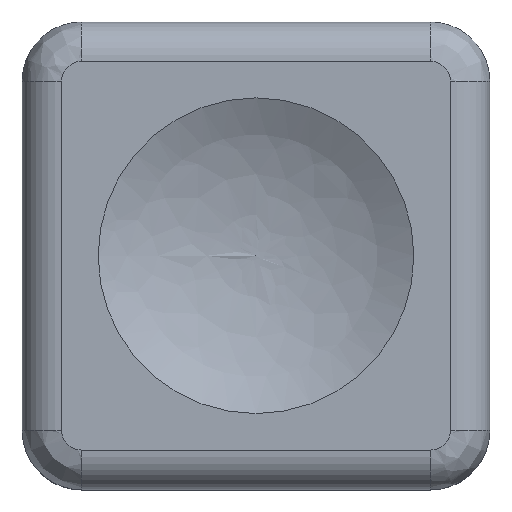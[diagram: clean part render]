
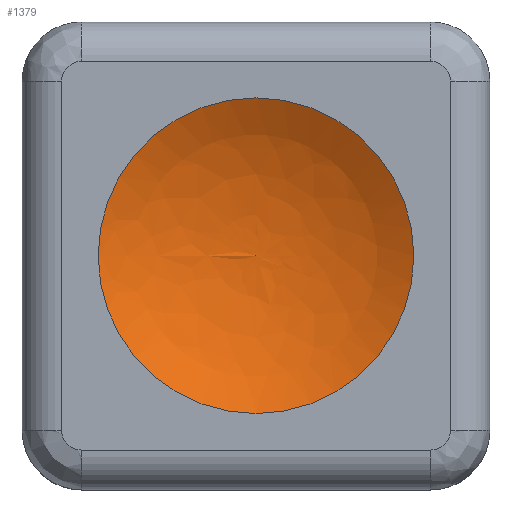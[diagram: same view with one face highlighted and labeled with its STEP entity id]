
A CAD part, top view. The second image highlights one B-rep face of the part: STEP entity #1379.
In plain terms, the highlighted free-form (B-spline) face has degree [2, 2] with [3, 9] control points.
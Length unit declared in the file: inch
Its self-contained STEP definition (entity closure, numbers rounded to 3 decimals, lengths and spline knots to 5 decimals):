
#1333=CARTESIAN_POINT('',(0.,0.,0.22047));
#1334=CARTESIAN_POINT('',(-0.08443,0.,0.21742));
#1335=CARTESIAN_POINT('',(-0.15748,0.,0.25984));
#1336=CARTESIAN_POINT('',(0.,0.,0.22047));
#1337=CARTESIAN_POINT('',(-0.08443,0.08443,0.21742));
#1338=CARTESIAN_POINT('',(-0.15748,0.15748,0.25984));
#1339=CARTESIAN_POINT('',(0.,0.,0.22047));
#1340=CARTESIAN_POINT('',(0.,0.08443,0.21742));
#1341=CARTESIAN_POINT('',(0.,0.15748,0.25984));
#1342=CARTESIAN_POINT('',(0.,0.,0.22047));
#1343=CARTESIAN_POINT('',(0.08443,0.08443,0.21742));
#1344=CARTESIAN_POINT('',(0.15748,0.15748,0.25984));
#1345=CARTESIAN_POINT('',(0.,0.,0.22047));
#1346=CARTESIAN_POINT('',(0.08443,0.,0.21742));
#1347=CARTESIAN_POINT('',(0.15748,0.,0.25984));
#1348=CARTESIAN_POINT('',(0.,0.,0.22047));
#1349=CARTESIAN_POINT('',(0.08443,-0.08443,0.21742));
#1350=CARTESIAN_POINT('',(0.15748,-0.15748,0.25984));
#1351=CARTESIAN_POINT('',(0.,0.,0.22047));
#1352=CARTESIAN_POINT('',(0.,-0.08443,0.21742));
#1353=CARTESIAN_POINT('',(0.,-0.15748,0.25984));
#1354=CARTESIAN_POINT('',(0.,0.,0.22047));
#1355=CARTESIAN_POINT('',(-0.08443,-0.08443,0.21742));
#1356=CARTESIAN_POINT('',(-0.15748,-0.15748,0.25984));
#1357=CARTESIAN_POINT('',(0.,0.,0.22047));
#1358=CARTESIAN_POINT('',(-0.08443,0.,0.21742));
#1359=CARTESIAN_POINT('',(-0.15748,0.,0.25984));
#1367=(BOUNDED_SURFACE()B_SPLINE_SURFACE(2,2,((#1333,#1336,#1339,#1342,#1345,#1348,#1351,#1354,#1357),(#1334,#1337,#1340,#1343,#1346,#1349,#1352,#1355,#1358),(#1335,#1338,#1341,#1344,#1347,#1350,#1353,#1356,#1359)),.UNSPECIFIED.,.F.,.T.,.U.)B_SPLINE_SURFACE_WITH_KNOTS((3,3),(3,2,2,2,3),(-1.60697,-1.04467),(0.0,1.5708,3.14159,4.71239,6.28319),.UNSPECIFIED.)GEOMETRIC_REPRESENTATION_ITEM()RATIONAL_B_SPLINE_SURFACE(((1.0,0.707,1.0,0.707,1.0,0.707,1.0,0.707,1.0),(0.961,0.679,0.961,0.679,0.961,0.679,0.961,0.679,0.961),(1.0,0.707,1.0,0.707,1.0,0.707,1.0,0.707,1.0)))REPRESENTATION_ITEM('')SURFACE());
#1368=CARTESIAN_POINT('',(-0.15748,0.,0.25984));
#1369=VERTEX_POINT('',#1368);
#1370=CARTESIAN_POINT('',(0.,0.0,0.25984));
#1371=DIRECTION('',(0.0,0.0,-1.0));
#1372=DIRECTION('',(1.0,0.0,0.0));
#1373=AXIS2_PLACEMENT_3D('',#1370,#1371,#1372);
#1374=CIRCLE('',#1373,0.15748);
#1375=EDGE_CURVE('',#1369,#1369,#1374,.T.);
#1376=ORIENTED_EDGE('',*,*,#1375,.F.);
#1377=EDGE_LOOP('',(#1376));
#1378=FACE_OUTER_BOUND('',#1377,.T.);
#1379=ADVANCED_FACE('',(#1378),#1367,.F.);
